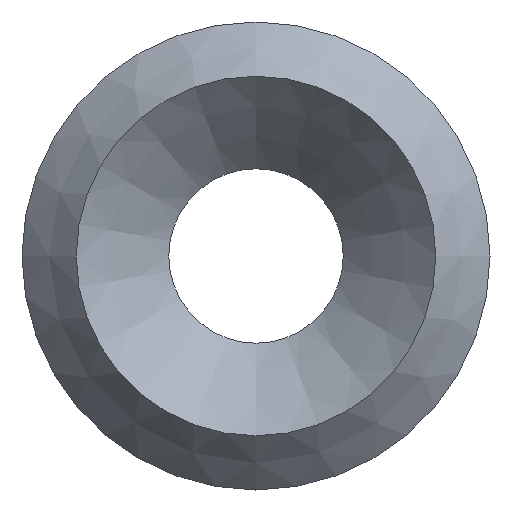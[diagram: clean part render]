
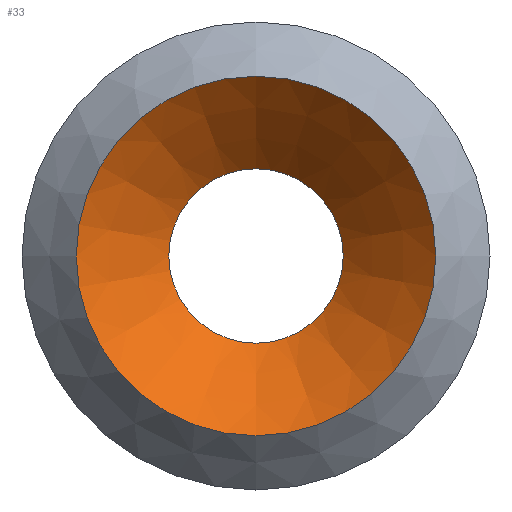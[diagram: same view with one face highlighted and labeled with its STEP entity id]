
A CAD part, front view. The second image highlights one B-rep face of the part: STEP entity #33.
In plain terms, the highlighted conical face has half-angle 45 degrees and reference radius 707.107 mm.
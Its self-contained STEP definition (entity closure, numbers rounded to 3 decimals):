
#33=ADVANCED_FACE('',(#66,#67),#68,.F.);
#66=FACE_OUTER_BOUND('',#101,.T.);
#67=FACE_BOUND('',#102,.T.);
#68=CONICAL_SURFACE('',#103,707.107,0.785);
#101=EDGE_LOOP('',(#132));
#102=EDGE_LOOP('',(#133));
#103=AXIS2_PLACEMENT_3D('',#134,#135,#136);
#132=ORIENTED_EDGE('',*,*,#171,.T.);
#133=ORIENTED_EDGE('',*,*,#169,.T.);
#134=CARTESIAN_POINT('',(0.0,-775.707,0.));
#135=DIRECTION('',(0.0,-1.0,-0.0));
#136=DIRECTION('',(0.0,0.0,-1.0));
#169=EDGE_CURVE('',#184,#184,#185,.F.);
#171=EDGE_CURVE('',#187,#187,#188,.T.);
#184=VERTEX_POINT('',#205);
#185=CIRCLE('',#206,4.1);
#187=VERTEX_POINT('',#208);
#188=CIRCLE('',#209,8.45);
#205=CARTESIAN_POINT('',(0.,-72.7,-4.1));
#206=AXIS2_PLACEMENT_3D('',#226,#227,#228);
#208=CARTESIAN_POINT('',(0.0,-77.05,-8.45));
#209=AXIS2_PLACEMENT_3D('',#229,#230,#231);
#226=CARTESIAN_POINT('',(0.0,-72.7,0.));
#227=DIRECTION('',(0.0,-1.0,0.0));
#228=DIRECTION('',(0.0,0.0,-1.0));
#229=CARTESIAN_POINT('',(0.0,-77.05,0.));
#230=DIRECTION('',(0.0,-1.0,0.0));
#231=DIRECTION('',(0.0,0.0,-1.0));
